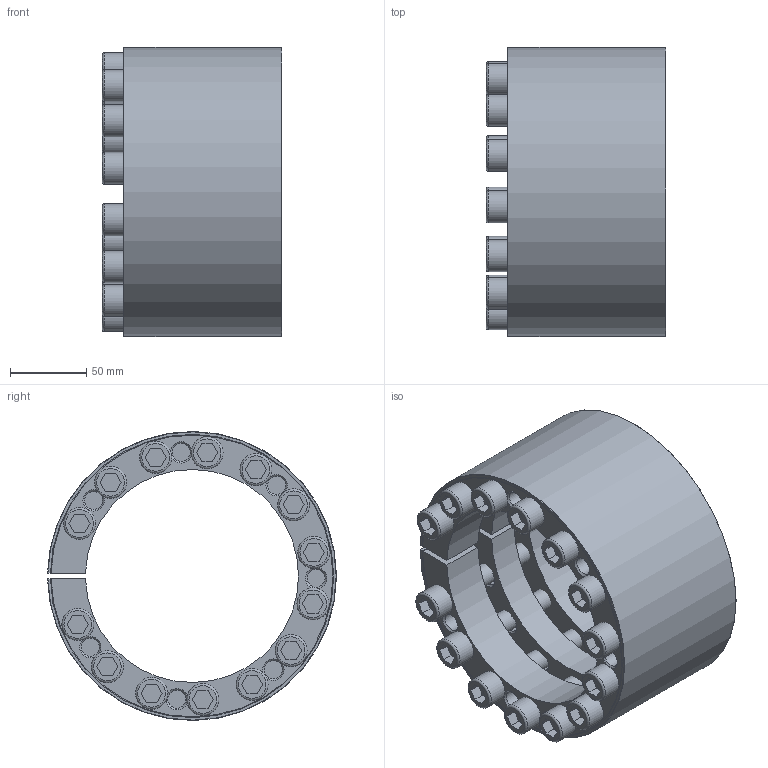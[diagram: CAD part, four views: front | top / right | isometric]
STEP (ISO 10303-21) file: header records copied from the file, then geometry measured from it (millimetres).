
FILE_DESCRIPTION(/* description */ ('STEP AP214'),/* implementation_level */ '2;1');
FILE_NAME(/* name */ 'KLEE140',/* time_stamp */ '2024-05-23T14:13:07+02:00',/* author */ ('License CC BY-ND 4.0'),/* organization */ ('CADENAS'),/* preprocessor_version */ 'ST-DEVELOPER v19.3',/* originating_system */ 'PARTsolutions',/* authorisation */ ' ');
FILE_SCHEMA (('AUTOMOTIVE_DESIGN {1 0 10303 214 3 1 1}'));
Length unit declared in the file: millimetre
Products named in the file (6): KLEE140; KLEE140_threaded_KLEE; KLEE140_outer; KLEE140_threaded_KLEE2; KLEE140_nothread; 215_KLEE
Assembly tree (18 placements, depth 2):
  KLEE140
    KLEE140_threaded_KLEE
    KLEE140_outer
    KLEE140_threaded_KLEE2
    KLEE140_nothread
    215_KLEE  x14
Bounding box: 118 x 189.98 x 189.99 mm (x, y, z)
Volume: 1176208.1 mm3; surface area: 365711.2 mm2
Topology: 17 solids, 17 shells, 353 faces, 775 edges, 485 vertices
Faces by surface type: plane 154, cylinder 81, cone 74, torus 44
Full cylindrical faces by diameter (mm): 11.835 x35, 14 x14, 14.7 x14, 21 x14
Entity records: 3847 total; most frequent: DIRECTION 678, CARTESIAN_POINT 606, ORIENTED_EDGE 442, EDGE_LOOP 330, FACE_BOUND 330, AXIS2_PLACEMENT_3D 318, EDGE_CURVE 221, VERTEX_POINT 197
